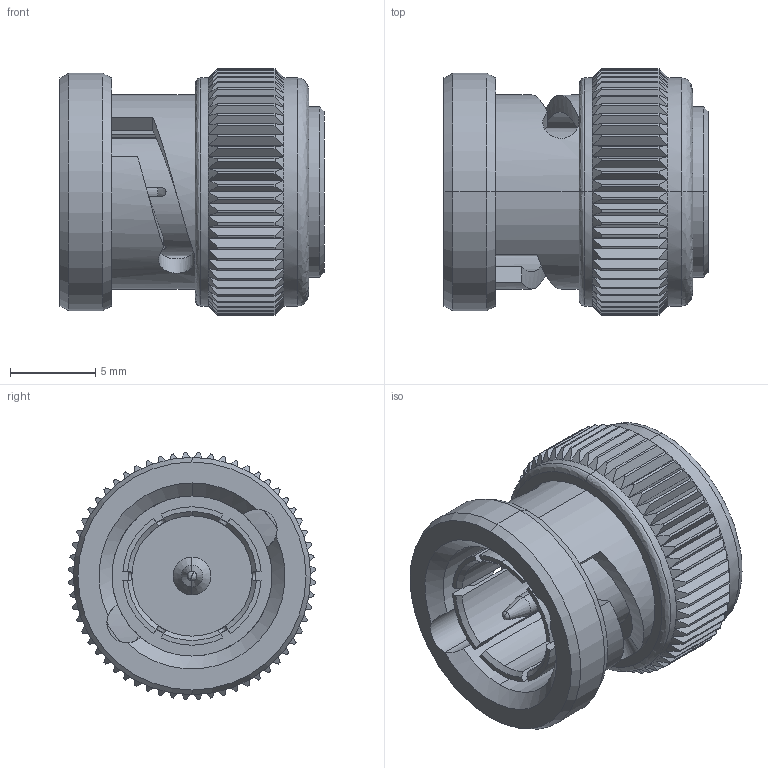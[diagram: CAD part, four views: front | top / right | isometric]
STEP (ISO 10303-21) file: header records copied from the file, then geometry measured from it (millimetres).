
FILE_DESCRIPTION (( 'STEP AP203' ), '1' );
FILE_NAME ('PE6012.step', '2018-08-02T22:20:00', ( '' ), ( '' ), 'SwSTEP 2.0', 'SolidWorks 2017', '' );
FILE_SCHEMA (( 'CONFIG_CONTROL_DESIGN' ));
Length unit declared in the file: inch
Products named in the file (1): PE6012
Bounding box: 15.49 x 14.46 x 14.46 mm (x, y, z)
Volume: 1408.3 mm3; surface area: 1936.8 mm2
Topology: 1 solids, 2 shells, 427 faces, 986 edges, 568 vertices
Faces by surface type: plane 156, cone 147, cylinder 110, bspline 14
Entity records: 13849 total; most frequent: CARTESIAN_POINT 4594, ORIENTED_EDGE 1972, DIRECTION 1857, EDGE_CURVE 986, AXIS2_PLACEMENT_3D 771, VERTEX_POINT 568, EDGE_LOOP 438, ADVANCED_FACE 427
